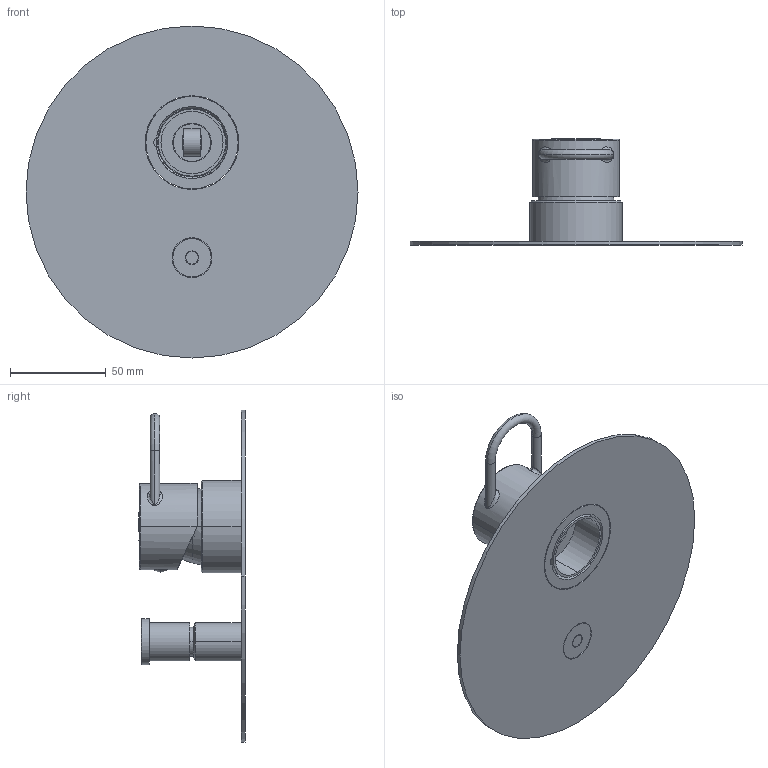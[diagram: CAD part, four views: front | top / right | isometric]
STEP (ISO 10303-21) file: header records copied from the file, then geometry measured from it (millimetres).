
FILE_DESCRIPTION((''),'2;1');
FILE_NAME('JKBOX015NO-M','2022-01-24T09:03:13',('ut3'),('PAFFONI SpA'),'CREO PARAMETRIC BY PTC INC, 2020044','CREO PARAMETRIC BY PTC INC, 2020044','');
FILE_SCHEMA(('CONFIG_CONTROL_DESIGN','SHAPE_APPEARANCE_LAYERS_GROUPS'));
Length unit declared in the file: millimetre
Products named in the file (1): JKBOX015NO-M
Bounding box: 173 x 55.49 x 173 mm (x, y, z)
Volume: 105388.9 mm3; surface area: 86936.6 mm2
Topology: 4 solids, 4 shells, 901 faces, 2422 edges, 1542 vertices
Faces by surface type: plane 560, cylinder 202, torus 74, cone 57, bspline 6, sphere 2
Entity records: 38098 total; most frequent: CARTESIAN_POINT 8822, ORIENTED_EDGE 4828, DIRECTION 4495, EDGE_CURVE 2414, VERTEX_POINT 1542, AXIS2_PLACEMENT_3D 1539, VECTOR 1417, LINE 1417
